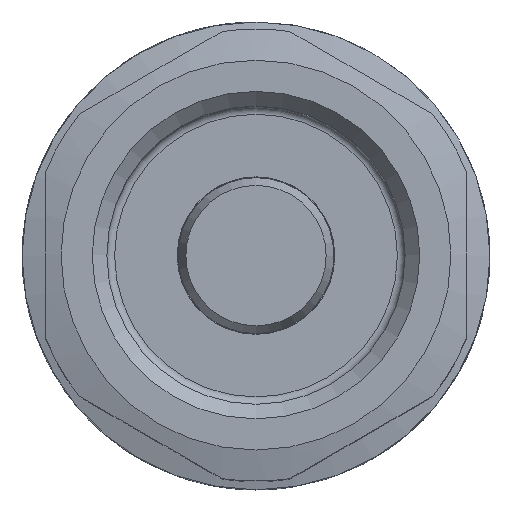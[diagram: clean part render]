
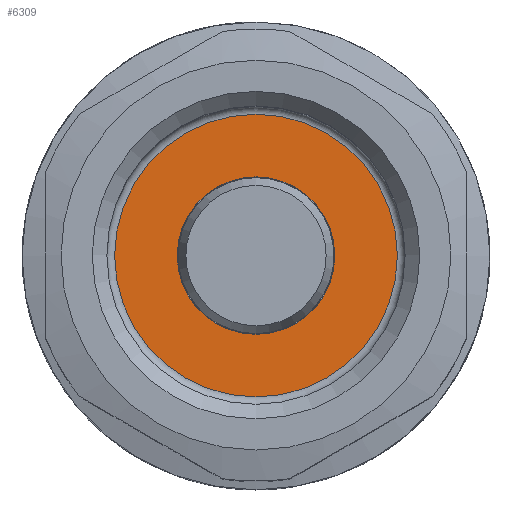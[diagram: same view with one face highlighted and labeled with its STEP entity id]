
A CAD part, top view. The second image highlights one B-rep face of the part: STEP entity #6309.
In plain terms, the highlighted planar face has unit normal (0, 0, 1).
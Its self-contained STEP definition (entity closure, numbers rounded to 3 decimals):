
#798=PLANE('',#6574);
#2043=ORIENTED_EDGE('',*,*,#2720,.T.);
#2044=ORIENTED_EDGE('',*,*,#2721,.T.);
#2720=EDGE_CURVE('',#3174,#3174,#3268,.T.);
#2721=EDGE_CURVE('',#3175,#3175,#3269,.T.);
#3174=VERTEX_POINT('',#15678);
#3175=VERTEX_POINT('',#15680);
#3268=CIRCLE('',#6575,9.065);
#3269=CIRCLE('',#6576,5.05);
#3638=EDGE_LOOP('',(#2043));
#3639=EDGE_LOOP('',(#2044));
#4022=FACE_BOUND('',#3638,.T.);
#4023=FACE_BOUND('',#3639,.T.);
#6309=ADVANCED_FACE('',(#4022,#4023),#798,.T.);
#6574=AXIS2_PLACEMENT_3D('',#15676,#7105,#7106);
#6575=AXIS2_PLACEMENT_3D('',#15677,#7107,#7108);
#6576=AXIS2_PLACEMENT_3D('',#15679,#7109,#7110);
#7105=DIRECTION('',(0.,0.,1.));
#7106=DIRECTION('',(0.,-1.,0.));
#7107=DIRECTION('',(0.,0.,1.));
#7108=DIRECTION('',(0.,-1.,0.));
#7109=DIRECTION('',(0.,0.,-1.));
#7110=DIRECTION('',(0.,1.,0.));
#15676=CARTESIAN_POINT('',(0.,9.565,26.3));
#15677=CARTESIAN_POINT('',(0.,0.,26.3));
#15678=CARTESIAN_POINT('',(0.,-9.065,26.3));
#15679=CARTESIAN_POINT('',(0.,0.,26.3));
#15680=CARTESIAN_POINT('',(0.,5.05,26.3));
